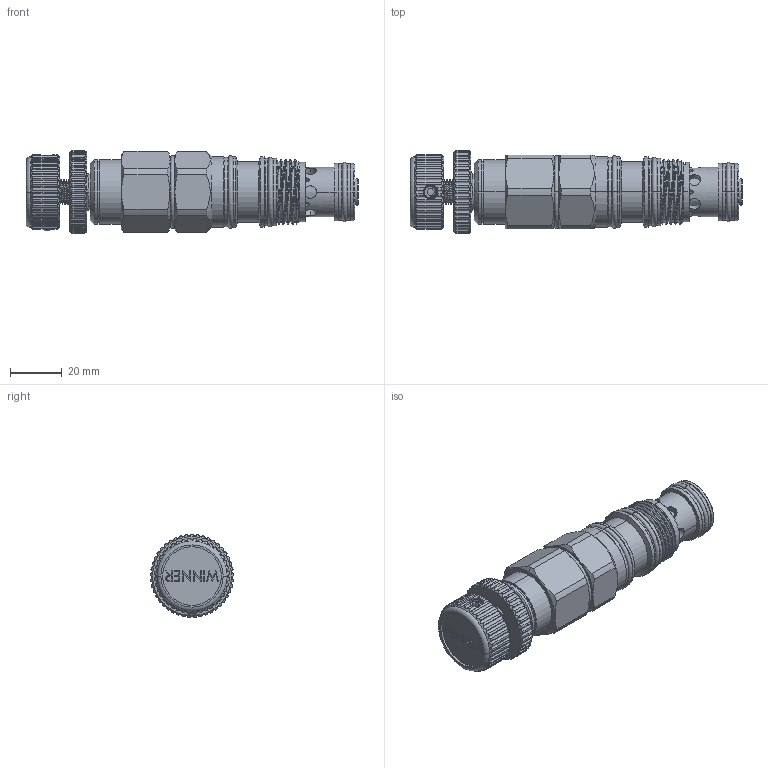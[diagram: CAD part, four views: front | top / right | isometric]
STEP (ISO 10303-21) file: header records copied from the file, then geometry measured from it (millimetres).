
FILE_DESCRIPTION (( 'STEP AP203' ), '1' );
FILE_NAME ('CA2A3C-K.STEP', '2021-06-16T00:20:59', ( '' ), ( '' ), 'SwSTEP 2.0', 'SolidWorks 2018', '' );
FILE_SCHEMA (( 'CONFIG_CONTROL_DESIGN' ));
Length unit declared in the file: millimetre
Products named in the file (1): CA2A3C-K
Bounding box: 128.69 x 32.2 x 32.18 mm (x, y, z)
Volume: 74199.2 mm3; surface area: 18663.4 mm2
Topology: 1 solids, 3 shells, 668 faces, 1773 edges, 1143 vertices
Faces by surface type: cylinder 389, plane 129, cone 101, torus 28, bspline 17, sphere 4
Entity records: 30940 total; most frequent: CARTESIAN_POINT 15213, ORIENTED_EDGE 3522, DIRECTION 2980, EDGE_CURVE 1761, AXIS2_PLACEMENT_3D 1160, VERTEX_POINT 1139, EDGE_LOOP 708, ADVANCED_FACE 666
